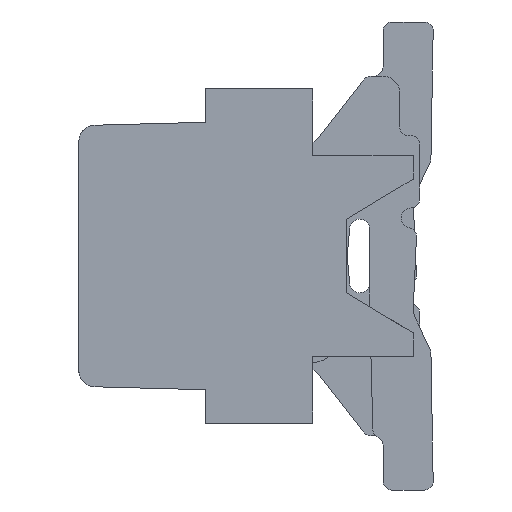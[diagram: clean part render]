
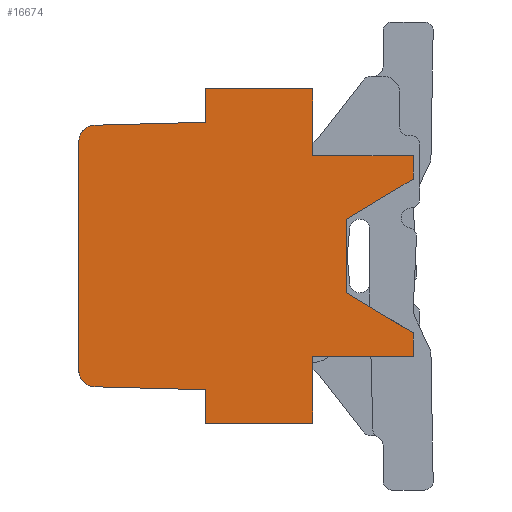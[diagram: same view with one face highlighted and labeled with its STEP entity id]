
A CAD part, left-side view. The second image highlights one B-rep face of the part: STEP entity #16674.
In plain terms, the highlighted planar face has unit normal (-1, 0, 0).
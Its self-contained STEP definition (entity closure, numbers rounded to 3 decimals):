
#670=CIRCLE('',#17888,0.25);
#671=CIRCLE('',#17889,0.25);
#1243=FACE_OUTER_BOUND('',#2049,.T.);
#2049=EDGE_LOOP('',(#13446,#13447,#13448,#13449,#13450,#13451,#13452,#13453,
#13454,#13455,#13456,#13457,#13458,#13459,#13460,#13461,#13462,#13463));
#3288=LINE('',#25297,#5200);
#3367=LINE('',#25458,#5279);
#3370=LINE('',#25464,#5282);
#3669=LINE('',#26078,#5581);
#3736=LINE('',#26241,#5648);
#3737=LINE('',#26245,#5649);
#3738=LINE('',#26246,#5650);
#3739=LINE('',#26248,#5651);
#3740=LINE('',#26250,#5652);
#3741=LINE('',#26252,#5653);
#3742=LINE('',#26254,#5654);
#3743=LINE('',#26256,#5655);
#3744=LINE('',#26258,#5656);
#3745=LINE('',#26259,#5657);
#3746=LINE('',#26261,#5658);
#3747=LINE('',#26263,#5659);
#5200=VECTOR('',#20806,1.6);
#5279=VECTOR('',#20891,1.);
#5282=VECTOR('',#20894,1.);
#5581=VECTOR('',#21339,1.6);
#5648=VECTOR('',#21500,3.413);
#5649=VECTOR('',#21503,1.657);
#5650=VECTOR('',#21504,0.5);
#5651=VECTOR('',#21505,1.5);
#5652=VECTOR('',#21506,0.35);
#5653=VECTOR('',#21507,1.166);
#5654=VECTOR('',#21508,1.1);
#5655=VECTOR('',#21509,1.166);
#5656=VECTOR('',#21510,0.35);
#5657=VECTOR('',#21511,1.5);
#5658=VECTOR('',#21512,0.5);
#5659=VECTOR('',#21513,1.657);
#7044=VERTEX_POINT('',#25293);
#7046=VERTEX_POINT('',#25296);
#7125=VERTEX_POINT('',#25456);
#7127=VERTEX_POINT('',#25461);
#7128=VERTEX_POINT('',#25463);
#7370=VERTEX_POINT('',#26076);
#7418=VERTEX_POINT('',#26239);
#7419=VERTEX_POINT('',#26240);
#7420=VERTEX_POINT('',#26242);
#7421=VERTEX_POINT('',#26244);
#7422=VERTEX_POINT('',#26247);
#7423=VERTEX_POINT('',#26249);
#7424=VERTEX_POINT('',#26251);
#7425=VERTEX_POINT('',#26253);
#7426=VERTEX_POINT('',#26255);
#7427=VERTEX_POINT('',#26257);
#7428=VERTEX_POINT('',#26260);
#7429=VERTEX_POINT('',#26262);
#9050=EDGE_CURVE('',#7044,#7046,#3288,.T.);
#9131=EDGE_CURVE('',#7125,#7044,#3367,.T.);
#9134=EDGE_CURVE('',#7127,#7128,#3370,.T.);
#9448=EDGE_CURVE('',#7370,#7127,#3669,.T.);
#9528=EDGE_CURVE('',#7418,#7419,#3736,.T.);
#9529=EDGE_CURVE('',#7420,#7418,#670,.T.);
#9530=EDGE_CURVE('',#7421,#7420,#3737,.T.);
#9531=EDGE_CURVE('',#7046,#7421,#3738,.T.);
#9532=EDGE_CURVE('',#7125,#7422,#3739,.T.);
#9533=EDGE_CURVE('',#7422,#7423,#3740,.T.);
#9534=EDGE_CURVE('',#7424,#7423,#3741,.T.);
#9535=EDGE_CURVE('',#7424,#7425,#3742,.T.);
#9536=EDGE_CURVE('',#7426,#7425,#3743,.T.);
#9537=EDGE_CURVE('',#7426,#7427,#3744,.T.);
#9538=EDGE_CURVE('',#7128,#7427,#3745,.T.);
#9539=EDGE_CURVE('',#7428,#7370,#3746,.T.);
#9540=EDGE_CURVE('',#7429,#7428,#3747,.T.);
#9541=EDGE_CURVE('',#7419,#7429,#671,.T.);
#13446=ORIENTED_EDGE('',*,*,#9528,.F.);
#13447=ORIENTED_EDGE('',*,*,#9529,.F.);
#13448=ORIENTED_EDGE('',*,*,#9530,.F.);
#13449=ORIENTED_EDGE('',*,*,#9531,.F.);
#13450=ORIENTED_EDGE('',*,*,#9050,.F.);
#13451=ORIENTED_EDGE('',*,*,#9131,.F.);
#13452=ORIENTED_EDGE('',*,*,#9532,.T.);
#13453=ORIENTED_EDGE('',*,*,#9533,.T.);
#13454=ORIENTED_EDGE('',*,*,#9534,.F.);
#13455=ORIENTED_EDGE('',*,*,#9535,.T.);
#13456=ORIENTED_EDGE('',*,*,#9536,.F.);
#13457=ORIENTED_EDGE('',*,*,#9537,.T.);
#13458=ORIENTED_EDGE('',*,*,#9538,.F.);
#13459=ORIENTED_EDGE('',*,*,#9134,.F.);
#13460=ORIENTED_EDGE('',*,*,#9448,.F.);
#13461=ORIENTED_EDGE('',*,*,#9539,.F.);
#13462=ORIENTED_EDGE('',*,*,#9540,.F.);
#13463=ORIENTED_EDGE('',*,*,#9541,.F.);
#15121=PLANE('',#17887);
#16674=ADVANCED_FACE('',(#1243),#15121,.F.);
#17887=AXIS2_PLACEMENT_3D('',#26238,#21498,#21499);
#17888=AXIS2_PLACEMENT_3D('',#26243,#21501,#21502);
#17889=AXIS2_PLACEMENT_3D('',#26264,#21514,#21515);
#20806=DIRECTION('',(0.,1.,0.));
#20891=DIRECTION('',(0.,0.,-1.));
#20894=DIRECTION('',(0.,0.,-1.));
#21339=DIRECTION('',(0.,-1.,0.));
#21498=DIRECTION('center_axis',(1.,0.,0.));
#21499=DIRECTION('ref_axis',(0.,0.,
1.));
#21500=DIRECTION('',(0.,0.,1.));
#21501=DIRECTION('center_axis',(1.,0.,0.));
#21502=DIRECTION('ref_axis',(0.,0.026,-1.));
#21503=DIRECTION('',(0.,1.,0.026));
#21504=DIRECTION('',(0.,0.,1.));
#21505=DIRECTION('',(0.,-1.,0.));
#21506=DIRECTION('',(0.,0.,1.));
#21507=DIRECTION('',(0.,-0.857,-0.514));
#21508=DIRECTION('',(0.,0.,1.));
#21509=DIRECTION('',(0.,0.857,-0.514));
#21510=DIRECTION('',(0.,0.,1.));
#21511=DIRECTION('',(0.,-1.,0.));
#21512=DIRECTION('',(0.,0.,1.));
#21513=DIRECTION('',(0.,-1.,0.026));
#21514=DIRECTION('center_axis',(1.,0.,0.));
#21515=DIRECTION('ref_axis',(0.,1.,0.));
#25293=CARTESIAN_POINT('',(-4.388,4.92,-2.502));
#25296=CARTESIAN_POINT('',(-4.388,6.52,-2.502));
#25297=CARTESIAN_POINT('',(-4.388,4.92,-2.502));
#25456=CARTESIAN_POINT('',(-4.388,4.92,-1.502));
#25458=CARTESIAN_POINT('',(-4.388,4.92,-1.502));
#25461=CARTESIAN_POINT('',(-4.388,4.92,2.498));
#25463=CARTESIAN_POINT('',(-4.388,4.92,1.498));
#25464=CARTESIAN_POINT('',(-4.388,4.92,2.498));
#26076=CARTESIAN_POINT('',(-4.388,6.52,2.498));
#26078=CARTESIAN_POINT('',(-4.388,6.52,2.498));
#26238=CARTESIAN_POINT('Origin',(-4.388,5.92,-0.002));
#26239=CARTESIAN_POINT('',(-4.388,8.42,-1.709));
#26240=CARTESIAN_POINT('',(-4.388,8.42,1.705));
#26241=CARTESIAN_POINT('',(-4.388,8.42,-1.709));
#26242=CARTESIAN_POINT('',(-4.388,8.176,-1.958));
#26243=CARTESIAN_POINT('Origin',(-4.388,8.17,-1.709));
#26244=CARTESIAN_POINT('',(-4.388,6.52,-2.002));
#26245=CARTESIAN_POINT('',(-4.388,6.52,-2.002));
#26246=CARTESIAN_POINT('',(-4.388,6.52,-2.502));
#26247=CARTESIAN_POINT('',(-4.388,3.42,-1.502));
#26248=CARTESIAN_POINT('',(-4.388,4.92,-1.502));
#26249=CARTESIAN_POINT('',(-4.388,3.42,-1.152));
#26250=CARTESIAN_POINT('',(-4.388,3.42,-1.502));
#26251=CARTESIAN_POINT('',(-4.388,4.42,-0.552));
#26252=CARTESIAN_POINT('',(-4.388,4.42,-0.552));
#26253=CARTESIAN_POINT('',(-4.388,4.42,0.548));
#26254=CARTESIAN_POINT('',(-4.388,4.42,-0.552));
#26255=CARTESIAN_POINT('',(-4.388,3.42,1.148));
#26256=CARTESIAN_POINT('',(-4.388,3.42,1.148));
#26257=CARTESIAN_POINT('',(-4.388,3.42,1.498));
#26258=CARTESIAN_POINT('',(-4.388,3.42,1.148));
#26259=CARTESIAN_POINT('',(-4.388,4.92,1.498));
#26260=CARTESIAN_POINT('',(-4.388,6.52,1.998));
#26261=CARTESIAN_POINT('',(-4.388,6.52,1.998));
#26262=CARTESIAN_POINT('',(-4.388,8.176,1.955));
#26263=CARTESIAN_POINT('',(-4.388,8.176,1.955));
#26264=CARTESIAN_POINT('Origin',(-4.388,8.17,1.705));
